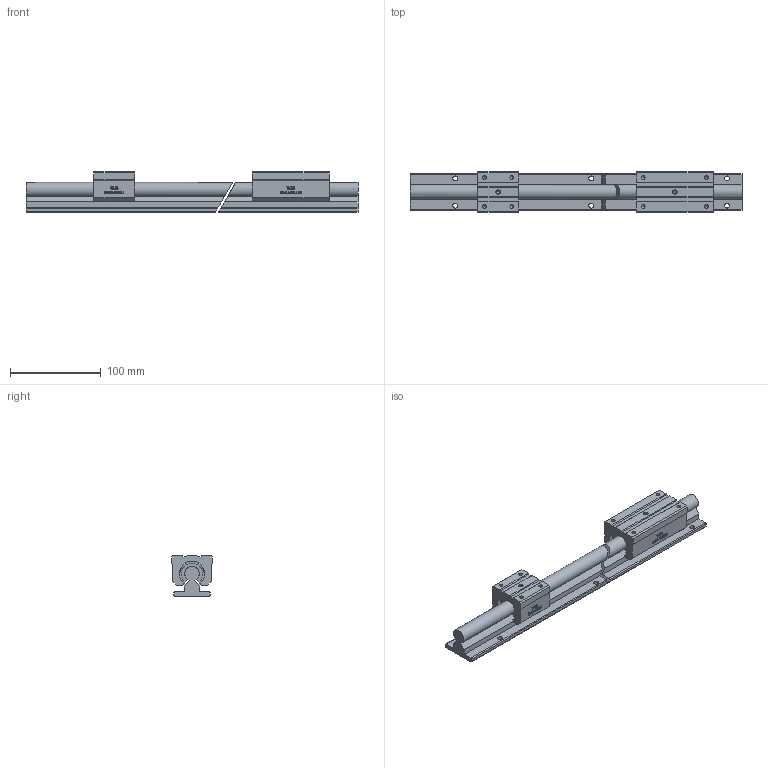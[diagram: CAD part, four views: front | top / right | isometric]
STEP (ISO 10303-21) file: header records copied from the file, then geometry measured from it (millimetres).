
FILE_DESCRIPTION(/* description */ (''),/* implementation_level */ '2;1');
FILE_NAME(/* name */ 'WJB-SME-16UU 16LUU.stp',/* time_stamp */ '2018-12-20T11:02:23+08:00',/* author */ (''),/* organization */ (''),/* preprocessor_version */ 'ST-DEVELOPER v11',/* originating_system */ 'SIEMENS UGS NX 6.0',/* authorisation */ '');
FILE_SCHEMA (('CONFIG_CONTROL_DESIGN'));
Length unit declared in the file: millimetre
Products named in the file (1): ROCKEE710lpw
Bounding box: 366.5 x 45 x 45 mm (x, y, z)
Volume: 347098 mm3; surface area: 87956 mm2
Topology: 4 solids, 4 shells, 642 faces, 1684 edges, 1116 vertices
Faces by surface type: plane 424, extrusion 136, cylinder 62, cone 13, torus 7
Full cylindrical faces by diameter (mm): 4.134 x8, 4.917 x2, 5.5 x6, 8.5 x3, 8.9 x3
Entity records: 22798 total; most frequent: CARTESIAN_POINT 8107, ORIENTED_EDGE 3242, DIRECTION 2372, EDGE_CURVE 1621, VERTEX_POINT 1091, VECTOR 1080, LINE 944, EDGE_LOOP 766
